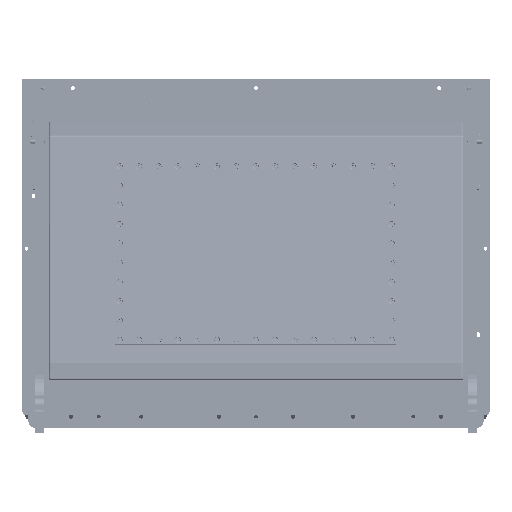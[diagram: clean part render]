
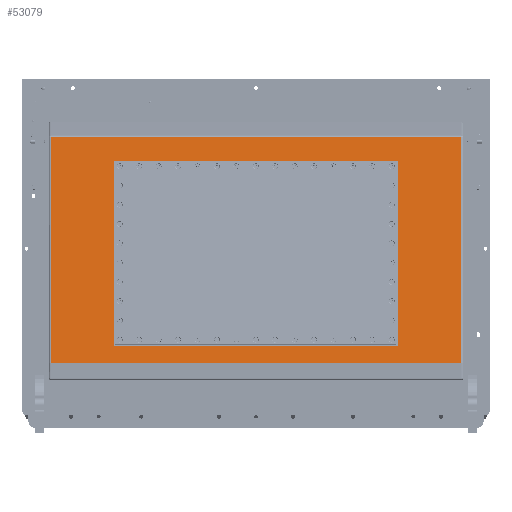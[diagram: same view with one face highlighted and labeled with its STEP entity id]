
A CAD part, front view. The second image highlights one B-rep face of the part: STEP entity #53079.
In plain terms, the highlighted planar face has unit normal (0, -0.993, 0.122).
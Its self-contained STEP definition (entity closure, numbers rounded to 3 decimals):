
#2798 = LINE ( 'NONE', #81967, #23218 ) ;
#5900 = CARTESIAN_POINT ( 'NONE',  ( -153.25, 26.838, 97.456 ) ) ;
#6505 = VECTOR ( 'NONE', #7814, 1000. ) ;
#7814 = DIRECTION ( 'NONE',  ( 0., -0.122, -0.993 ) ) ;
#9387 = CARTESIAN_POINT ( 'NONE',  ( 153.25, 2.281, -102.542 ) ) ;
#9441 = CARTESIAN_POINT ( 'NONE',  ( -153.25, 2.281, -102.542 ) ) ;
#9614 = ORIENTED_EDGE ( 'NONE', *, *, #67815, .T. ) ;
#9820 = VERTEX_POINT ( 'NONE', #9387 ) ;
#14353 = VECTOR ( 'NONE', #77124, 1000. ) ;
#16936 = CARTESIAN_POINT ( 'NONE',  ( 222., 0., -121.119 ) ) ;
#17320 = DIRECTION ( 'NONE',  ( -1., 0., 0. ) ) ;
#21214 = EDGE_CURVE ( 'NONE', #9820, #27100, #22791, .T. ) ;
#21709 = FACE_BOUND ( 'NONE', #85545, .T. ) ;
#21874 = ORIENTED_EDGE ( 'NONE', *, *, #52921, .F. ) ;
#22328 = CARTESIAN_POINT ( 'NONE',  ( 222., 30.007, 123.267 ) ) ;
#22791 = LINE ( 'NONE', #86748, #40576 ) ;
#23218 = VECTOR ( 'NONE', #25146, 1000. ) ;
#24550 = AXIS2_PLACEMENT_3D ( 'NONE', #101089, #84143, #28071 ) ;
#24778 = EDGE_CURVE ( 'NONE', #38209, #9820, #89584, .T. ) ;
#25146 = DIRECTION ( 'NONE',  ( 0., -0.122, -0.993 ) ) ;
#25773 = CARTESIAN_POINT ( 'NONE',  ( 153.25, 26.838, 97.456 ) ) ;
#26774 = LINE ( 'NONE', #51291, #84268 ) ;
#27100 = VERTEX_POINT ( 'NONE', #69690 ) ;
#28071 = DIRECTION ( 'NONE',  ( 0., 0.122, 0.993 ) ) ;
#33296 = DIRECTION ( 'NONE',  ( -1., 0., 0. ) ) ;
#34204 = ORIENTED_EDGE ( 'NONE', *, *, #21214, .F. ) ;
#34900 = CARTESIAN_POINT ( 'NONE',  ( 222., 32., 139.5 ) ) ;
#36142 = ORIENTED_EDGE ( 'NONE', *, *, #66894, .F. ) ;
#36643 = PLANE ( 'NONE',  #24550 ) ;
#36826 = VERTEX_POINT ( 'NONE', #22328 ) ;
#37477 = CARTESIAN_POINT ( 'NONE',  ( 153.25, 2.281, -102.542 ) ) ;
#38202 = ORIENTED_EDGE ( 'NONE', *, *, #40761, .T. ) ;
#38209 = VERTEX_POINT ( 'NONE', #9441 ) ;
#40576 = VECTOR ( 'NONE', #76088, 1000. ) ;
#40761 = EDGE_CURVE ( 'NONE', #89970, #68574, #2798, .T. ) ;
#40828 = FACE_OUTER_BOUND ( 'NONE', #77798, .T. ) ;
#44846 = DIRECTION ( 'NONE',  ( 0., 0.122, 0.993 ) ) ;
#45621 = EDGE_CURVE ( 'NONE', #57711, #36826, #78329, .T. ) ;
#51291 = CARTESIAN_POINT ( 'NONE',  ( 224., 0., -121.119 ) ) ;
#52521 = LINE ( 'NONE', #56773, #6505 ) ;
#52921 = EDGE_CURVE ( 'NONE', #71274, #38209, #52521, .T. ) ;
#53079 = ADVANCED_FACE ( 'NONE', ( #21709, #40828 ), #36643, .F. ) ;
#53915 = DIRECTION ( 'NONE',  ( -1., 0., 0. ) ) ;
#56773 = CARTESIAN_POINT ( 'NONE',  ( -153.25, 2.281, -102.542 ) ) ;
#57711 = VERTEX_POINT ( 'NONE', #16936 ) ;
#60704 = ORIENTED_EDGE ( 'NONE', *, *, #87488, .F. ) ;
#63636 = CARTESIAN_POINT ( 'NONE',  ( -222., 30.007, 123.267 ) ) ;
#65359 = ORIENTED_EDGE ( 'NONE', *, *, #45621, .T. ) ;
#66894 = EDGE_CURVE ( 'NONE', #27100, #71274, #87645, .T. ) ;
#67815 = EDGE_CURVE ( 'NONE', #36826, #89970, #103920, .T. ) ;
#68574 = VERTEX_POINT ( 'NONE', #74030 ) ;
#69690 = CARTESIAN_POINT ( 'NONE',  ( 153.25, 26.838, 97.456 ) ) ;
#70969 = CARTESIAN_POINT ( 'NONE',  ( 224., 30.007, 123.267 ) ) ;
#71274 = VERTEX_POINT ( 'NONE', #5900 ) ;
#74030 = CARTESIAN_POINT ( 'NONE',  ( -222., 0., -121.119 ) ) ;
#76088 = DIRECTION ( 'NONE',  ( 0., 0.122, 0.993 ) ) ;
#77124 = DIRECTION ( 'NONE',  ( 1., 0., 0. ) ) ;
#77798 = EDGE_LOOP ( 'NONE', ( #60704, #65359, #9614, #38202 ) ) ;
#78329 = LINE ( 'NONE', #34900, #89720 ) ;
#81967 = CARTESIAN_POINT ( 'NONE',  ( -222., 32., 139.5 ) ) ;
#82406 = VECTOR ( 'NONE', #53915, 1000. ) ;
#84143 = DIRECTION ( 'NONE',  ( 0., 0.993, -0.122 ) ) ;
#84268 = VECTOR ( 'NONE', #17320, 1000. ) ;
#85545 = EDGE_LOOP ( 'NONE', ( #36142, #34204, #96026, #21874 ) ) ;
#86748 = CARTESIAN_POINT ( 'NONE',  ( 153.25, 2.281, -102.542 ) ) ;
#87488 = EDGE_CURVE ( 'NONE', #57711, #68574, #26774, .T. ) ;
#87645 = LINE ( 'NONE', #25773, #101685 ) ;
#89584 = LINE ( 'NONE', #37477, #14353 ) ;
#89720 = VECTOR ( 'NONE', #44846, 1000. ) ;
#89970 = VERTEX_POINT ( 'NONE', #63636 ) ;
#96026 = ORIENTED_EDGE ( 'NONE', *, *, #24778, .F. ) ;
#101089 = CARTESIAN_POINT ( 'NONE',  ( 224., 32., 139.5 ) ) ;
#101685 = VECTOR ( 'NONE', #33296, 1000. ) ;
#103920 = LINE ( 'NONE', #70969, #82406 ) ;
